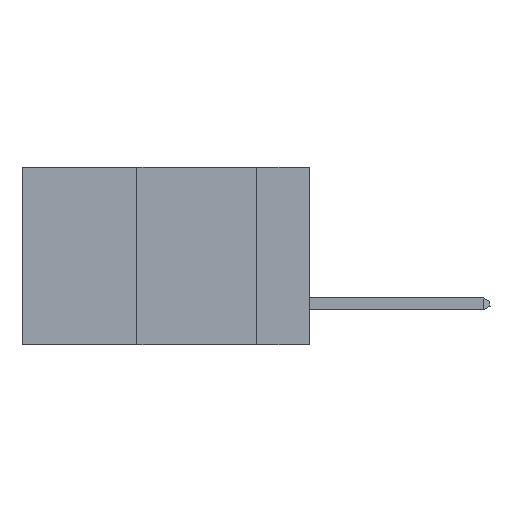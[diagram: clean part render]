
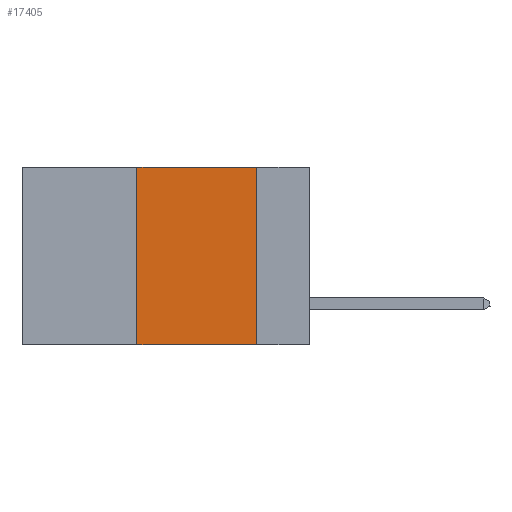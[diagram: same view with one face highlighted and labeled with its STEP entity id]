
A CAD part, left-side view. The second image highlights one B-rep face of the part: STEP entity #17405.
In plain terms, the highlighted planar face has unit normal (-1, 0, 0).
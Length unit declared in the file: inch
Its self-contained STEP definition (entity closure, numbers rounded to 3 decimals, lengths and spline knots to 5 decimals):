
#1809 = EDGE_LOOP ( 'NONE', ( #6098, #19898, #24101, #11582 ) ) ;
#2227 = CARTESIAN_POINT ( 'NONE',  ( 0., 0.11, 0. ) ) ;
#2901 = CARTESIAN_POINT ( 'NONE',  ( 0., 0.6, 0. ) ) ;
#4764 = DIRECTION ( 'NONE',  ( 0., -1., 0. ) ) ;
#5150 = DIRECTION ( 'NONE',  ( 0., -1., 0. ) ) ;
#5178 = DIRECTION ( 'NONE',  ( 1., 0., 0. ) ) ;
#5871 = CARTESIAN_POINT ( 'NONE',  ( 0., 0.36, 0. ) ) ;
#6041 = FACE_OUTER_BOUND ( 'NONE', #1809, .T. ) ;
#6098 = ORIENTED_EDGE ( 'NONE', *, *, #20812, .F. ) ;
#7376 = PLANE ( 'NONE',  #15700 ) ;
#9179 = LINE ( 'NONE', #12747, #15521 ) ;
#9354 = EDGE_CURVE ( 'NONE', #17662, #23014, #14698, .T. ) ;
#11582 = ORIENTED_EDGE ( 'NONE', *, *, #9354, .T. ) ;
#12511 = CARTESIAN_POINT ( 'NONE',  ( 0., 0.11, -0.37 ) ) ;
#12747 = CARTESIAN_POINT ( 'NONE',  ( 0., 0.36, 0. ) ) ;
#14698 = LINE ( 'NONE', #16256, #17511 ) ;
#15521 = VECTOR ( 'NONE', #28541, 39.37008 ) ;
#15614 = EDGE_CURVE ( 'NONE', #28763, #27792, #28367, .T. ) ;
#15674 = VECTOR ( 'NONE', #5150, 39.37008 ) ;
#15700 = AXIS2_PLACEMENT_3D ( 'NONE', #2901, #5178, #16453 ) ;
#16256 = CARTESIAN_POINT ( 'NONE',  ( 0., 0.6, -0.37 ) ) ;
#16453 = DIRECTION ( 'NONE',  ( 0., 0., -1. ) ) ;
#16538 = CARTESIAN_POINT ( 'NONE',  ( 0., 0.11, 0. ) ) ;
#17405 = ADVANCED_FACE ( 'NONE', ( #6041 ), #7376, .F. ) ;
#17511 = VECTOR ( 'NONE', #4764, 39.37008 ) ;
#17662 = VERTEX_POINT ( 'NONE', #21270 ) ;
#19058 = VECTOR ( 'NONE', #28871, 39.37008 ) ;
#19898 = ORIENTED_EDGE ( 'NONE', *, *, #15614, .F. ) ;
#20812 = EDGE_CURVE ( 'NONE', #27792, #23014, #25013, .T. ) ;
#21248 = CARTESIAN_POINT ( 'NONE',  ( 0., 0.6, 0. ) ) ;
#21270 = CARTESIAN_POINT ( 'NONE',  ( 0., 0.36, -0.37 ) ) ;
#23014 = VERTEX_POINT ( 'NONE', #12511 ) ;
#24101 = ORIENTED_EDGE ( 'NONE', *, *, #25202, .F. ) ;
#25013 = LINE ( 'NONE', #2227, #19058 ) ;
#25202 = EDGE_CURVE ( 'NONE', #17662, #28763, #9179, .T. ) ;
#27792 = VERTEX_POINT ( 'NONE', #16538 ) ;
#28367 = LINE ( 'NONE', #21248, #15674 ) ;
#28541 = DIRECTION ( 'NONE',  ( 0., 0., 1. ) ) ;
#28763 = VERTEX_POINT ( 'NONE', #5871 ) ;
#28871 = DIRECTION ( 'NONE',  ( 0., 0., -1. ) ) ;
